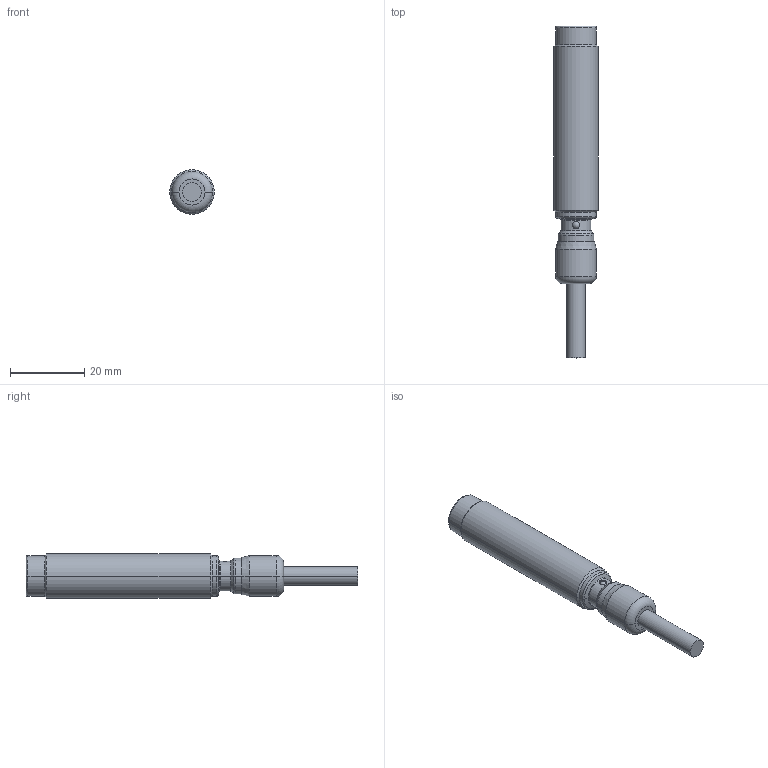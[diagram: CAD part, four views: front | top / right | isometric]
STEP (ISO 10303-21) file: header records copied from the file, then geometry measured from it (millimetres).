
FILE_DESCRIPTION((''),'2;1');
FILE_NAME('DW-LD-713-M12','2010-11-23T',('Ingenieurbuero Eiseler'),('Pepperl+Fuchs'),'PRO/ENGINEER BY PARAMETRIC TECHNOLOGY CORPORATION, 2007250','PRO/ENGINEER BY PARAMETRIC TECHNOLOGY CORPORATION, 2007250','');
FILE_SCHEMA(('CONFIG_CONTROL_DESIGN'));
Length unit declared in the file: millimetre
Products named in the file (1): DW-LD-713-M12
Bounding box: 12 x 89.2 x 12 mm (x, y, z)
Volume: 7499.8 mm3; surface area: 3008.7 mm2
Topology: 1 solids, 1 shells, 44 faces, 134 edges, 96 vertices
Faces by surface type: cylinder 16, torus 12, cone 10, plane 5, sphere 1
Entity records: 2053 total; most frequent: DIRECTION 296, CARTESIAN_POINT 289, ORIENTED_EDGE 172, PRESENTATION_STYLE_ASSIGNMENT 151, STYLED_ITEM 148, CURVE_STYLE 141, AXIS2_PLACEMENT_3D 119, EDGE_CURVE 86
